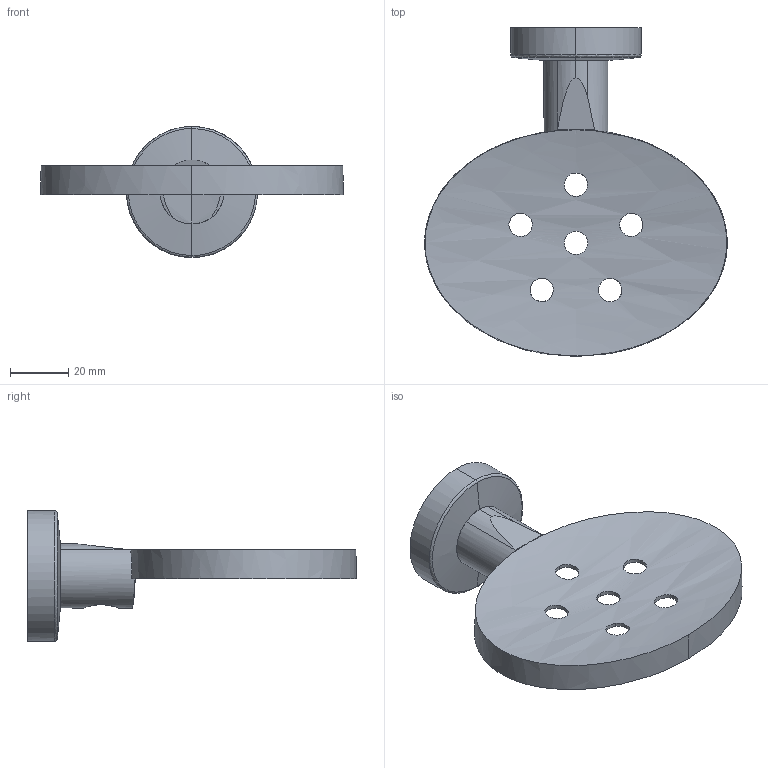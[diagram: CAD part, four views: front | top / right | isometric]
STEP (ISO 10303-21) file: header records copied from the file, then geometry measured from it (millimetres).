
FILE_DESCRIPTION(/* description */ (''),/* implementation_level */ '2;1');
FILE_NAME(/* name */ 'STEP - M1250_9506578',/* time_stamp */ '2025-01-16T10:36:21+11:00',/* author */ (''),/* organization */ (''),/* preprocessor_version */ 'ST-DEVELOPER v16.5',/* originating_system */ 'Rhino 7.37',/* authorisation */ '');
FILE_SCHEMA (('AUTOMOTIVE_DESIGN'));
Length unit declared in the file: millimetre
Products named in the file (5): Document; M12500-20150612_ASM; 2M12010011; 2M1250B01; 430ZN0ZN201011
Assembly tree (4 placements, depth 3):
  Document
    M12500-20150612_ASM
      2M12010011
      2M1250B01
      430ZN0ZN201011
Bounding box: 103.92 x 112.94 x 45 mm (x, y, z)
Volume: 26393.6 mm3; surface area: 30357.9 mm2
Topology: 3 solids, 3 shells, 258 faces, 673 edges, 428 vertices
Faces by surface type: bspline 151, cylinder 64, plane 43
Entity records: 17010 total; most frequent: CARTESIAN_POINT 12862, ORIENTED_EDGE 1346, EDGE_CURVE 673, VERTEX_POINT 428, B_SPLINE_CURVE_WITH_KNOTS 397, EDGE_LOOP 291, ADVANCED_FACE 258, FACE_OUTER_BOUND 258
